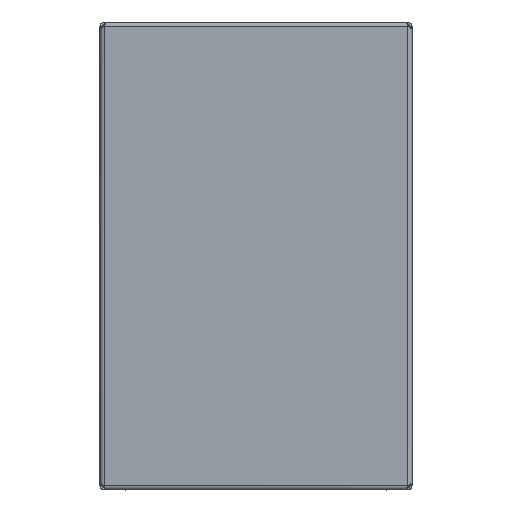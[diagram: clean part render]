
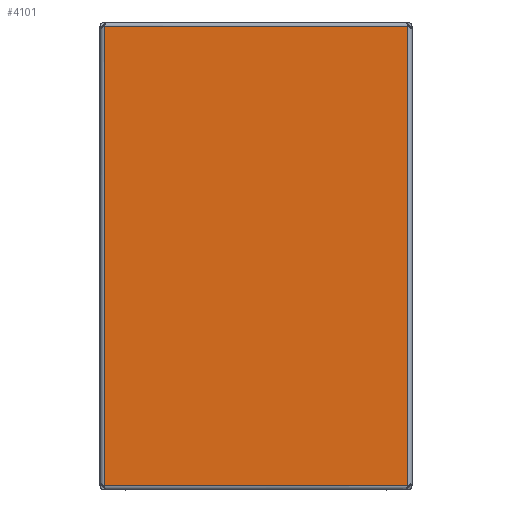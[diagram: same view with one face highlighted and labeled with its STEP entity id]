
A CAD part, front view. The second image highlights one B-rep face of the part: STEP entity #4101.
In plain terms, the highlighted planar face has unit normal (0, -1, 0).
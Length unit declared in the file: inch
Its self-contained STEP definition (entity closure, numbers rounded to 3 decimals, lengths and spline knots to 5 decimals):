
#73 = VECTOR ( 'NONE', #2369, 39.37008 ) ;
#103 = FACE_OUTER_BOUND ( 'NONE', #2021, .T. ) ;
#501 = CARTESIAN_POINT ( 'NONE',  ( 5.83352, 0., -18.66504 ) ) ;
#732 = CARTESIAN_POINT ( 'NONE',  ( -14.9548, 0., -18.66504 ) ) ;
#755 = VECTOR ( 'NONE', #7192, 39.37008 ) ;
#815 = CARTESIAN_POINT ( 'NONE',  ( 5.83352, 0., -0.99806 ) ) ;
#1365 = VERTEX_POINT ( 'NONE', #815 ) ;
#1380 = LINE ( 'NONE', #732, #755 ) ;
#1603 = EDGE_CURVE ( 'NONE', #5900, #2924, #1380, .T. ) ;
#1682 = LINE ( 'NONE', #7492, #73 ) ;
#2021 = EDGE_LOOP ( 'NONE', ( #3456, #3451, #4749, #6990 ) ) ;
#2095 = EDGE_CURVE ( 'NONE', #2924, #1365, #3471, .T. ) ;
#2189 = VECTOR ( 'NONE', #5810, 39.37008 ) ;
#2369 = DIRECTION ( 'NONE',  ( 0., 0., -1. ) ) ;
#2438 = VECTOR ( 'NONE', #5724, 39.37008 ) ;
#2440 = DIRECTION ( 'NONE',  ( 0., -1., 0. ) ) ;
#2485 = VERTEX_POINT ( 'NONE', #5294 ) ;
#2924 = VERTEX_POINT ( 'NONE', #501 ) ;
#3023 = CARTESIAN_POINT ( 'NONE',  ( -14.9548, 0., 0. ) ) ;
#3451 = ORIENTED_EDGE ( 'NONE', *, *, #1603, .T. ) ;
#3456 = ORIENTED_EDGE ( 'NONE', *, *, #3995, .T. ) ;
#3471 = LINE ( 'NONE', #5266, #2438 ) ;
#3597 = PLANE ( 'NONE',  #5333 ) ;
#3995 = EDGE_CURVE ( 'NONE', #2485, #5900, #1682, .T. ) ;
#4101 = ADVANCED_FACE ( 'NONE', ( #103 ), #3597, .T. ) ;
#4749 = ORIENTED_EDGE ( 'NONE', *, *, #2095, .T. ) ;
#5235 = CARTESIAN_POINT ( 'NONE',  ( -14.9548, 0., -0.99806 ) ) ;
#5266 = CARTESIAN_POINT ( 'NONE',  ( 5.83352, 0., 0. ) ) ;
#5294 = CARTESIAN_POINT ( 'NONE',  ( -5.83352, 0., -0.99806 ) ) ;
#5333 = AXIS2_PLACEMENT_3D ( 'NONE', #3023, #2440, #5930 ) ;
#5724 = DIRECTION ( 'NONE',  ( 0., 0., 1. ) ) ;
#5810 = DIRECTION ( 'NONE',  ( -1., 0., 0. ) ) ;
#5846 = LINE ( 'NONE', #5235, #2189 ) ;
#5900 = VERTEX_POINT ( 'NONE', #7227 ) ;
#5930 = DIRECTION ( 'NONE',  ( 0., 0., -1. ) ) ;
#6990 = ORIENTED_EDGE ( 'NONE', *, *, #7153, .T. ) ;
#7153 = EDGE_CURVE ( 'NONE', #1365, #2485, #5846, .T. ) ;
#7192 = DIRECTION ( 'NONE',  ( 1., 0., 0. ) ) ;
#7227 = CARTESIAN_POINT ( 'NONE',  ( -5.83352, 0., -18.66504 ) ) ;
#7492 = CARTESIAN_POINT ( 'NONE',  ( -5.83352, 0., 0. ) ) ;
